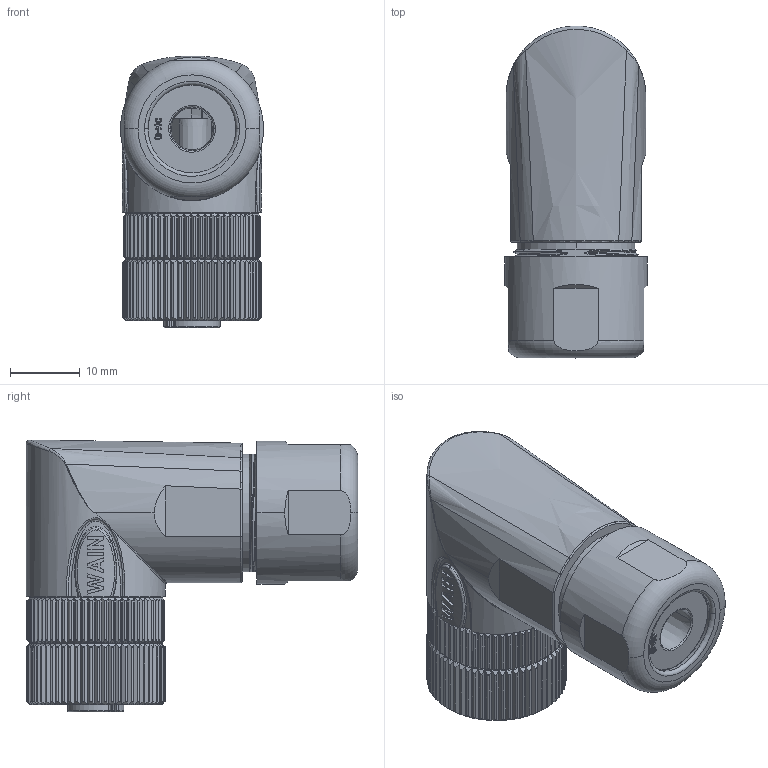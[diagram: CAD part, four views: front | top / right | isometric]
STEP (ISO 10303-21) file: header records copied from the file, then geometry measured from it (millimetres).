
FILE_DESCRIPTION((''),'2;1');
FILE_NAME('M12-F05A-T-D4-6_SW0001','2017-08-14T',('zq.xu'),(''),'PRO/ENGINEER BY PARAMETRIC TECHNOLOGY CORPORATION, 2012480','PRO/ENGINEER BY PARAMETRIC TECHNOLOGY CORPORATION, 2012480','');
FILE_SCHEMA(('AUTOMOTIVE_DESIGN { 1 0 10303 214 1 1 1 1 }'));
Products named in the file (1): M12-F05A-T-D4-6_SW0001
Bounding box: 20.5 x 47.6 x 39 mm (x, y, z)
Volume: 13865.5 mm3; surface area: 17969.4 mm2
Topology: 1 solids, 2 shells, 2982 faces, 8381 edges, 5288 vertices
Faces by surface type: plane 841, cylinder 813, cone 466, bspline 405, torus 257, extrusion 110, sphere 90
Entity records: 139941 total; most frequent: CARTESIAN_POINT 69731, ORIENTED_EDGE 16538, DIRECTION 12207, EDGE_CURVE 8269, VERTEX_POINT 5287, AXIS2_PLACEMENT_3D 4836, B_SPLINE_CURVE_WITH_KNOTS 3585, EDGE_LOOP 3136
